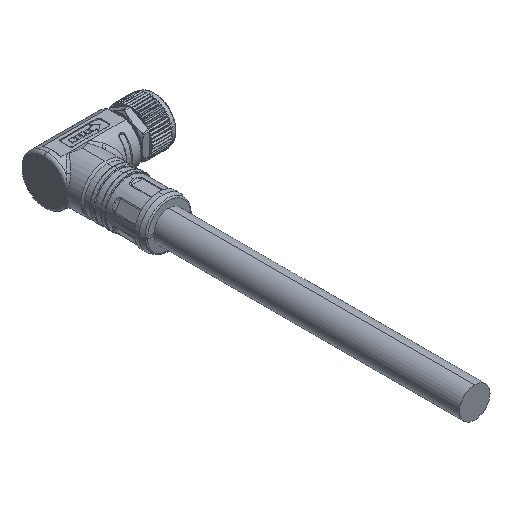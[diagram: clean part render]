
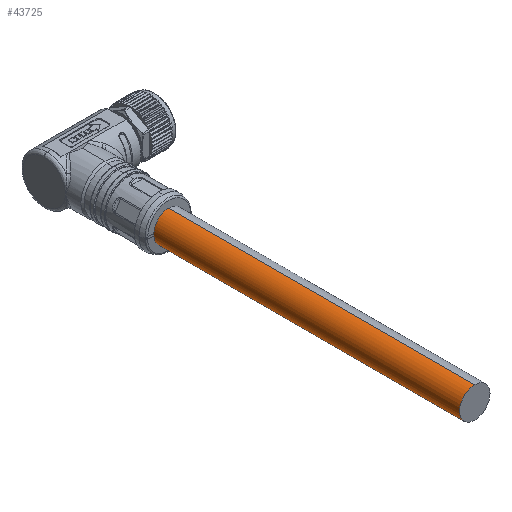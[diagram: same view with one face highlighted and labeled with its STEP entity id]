
A CAD part, isometric view. The second image highlights one B-rep face of the part: STEP entity #43725.
In plain terms, the highlighted cylindrical face has radius 5 mm (diameter 10 mm), a partial arc.
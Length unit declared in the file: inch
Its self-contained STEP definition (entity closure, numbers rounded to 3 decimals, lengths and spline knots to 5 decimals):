
#1633 = EDGE_CURVE ( 'NONE', #38960, #3317, #37610, .T. ) ;
#2798 = DIRECTION ( 'NONE',  ( 0., 0., -1. ) ) ;
#2896 = ORIENTED_EDGE ( 'NONE', *, *, #4345, .T. ) ;
#3317 = VERTEX_POINT ( 'NONE', #19771 ) ;
#3687 = EDGE_CURVE ( 'NONE', #11162, #16076, #44849, .T. ) ;
#4024 = ORIENTED_EDGE ( 'NONE', *, *, #3687, .T. ) ;
#4280 = EDGE_CURVE ( 'NONE', #11162, #16781, #6272, .T. ) ;
#4345 = EDGE_CURVE ( 'NONE', #45696, #3317, #12691, .T. ) ;
#5300 = CARTESIAN_POINT ( 'NONE',  ( 0.63407, -1.29493, 0.1225 ) ) ;
#5503 = CARTESIAN_POINT ( 'NONE',  ( 0.62598, -1.29897, -0.00458 ) ) ;
#6206 = CARTESIAN_POINT ( 'NONE',  ( 0.62598, -1.29897, 0. ) ) ;
#6272 = B_SPLINE_CURVE_WITH_KNOTS ( 'NONE', 3,
 ( #27416, #31250, #5503, #6206 ),
 .UNSPECIFIED., .F., .F.,
 ( 4, 4 ),
 ( 0., 1. ),
 .UNSPECIFIED. ) ;
#6413 = CARTESIAN_POINT ( 'NONE',  ( 0.82283, -0.86614, 0. ) ) ;
#8911 = CARTESIAN_POINT ( 'NONE',  ( 0.71381, -1.29234, 0.19685 ) ) ;
#9544 = EDGE_LOOP ( 'NONE', ( #22324, #23820, #35529, #38474, #4024, #35927, #2896 ) ) ;
#10295 = CARTESIAN_POINT ( 'NONE',  ( 0.82283, -5.23622, 0. ) ) ;
#11162 = VERTEX_POINT ( 'NONE', #37798 ) ;
#12017 = CARTESIAN_POINT ( 'NONE',  ( 0.62646, -1.29873, 0.01374 ) ) ;
#12691 = CIRCLE ( 'NONE', #29580, 0.19685 ) ;
#13077 = B_SPLINE_CURVE_WITH_KNOTS ( 'NONE', 3,
 ( #12017, #15868, #41358, #37023 ),
 .UNSPECIFIED., .F., .F.,
 ( 4, 4 ),
 ( 0., 1. ),
 .UNSPECIFIED. ) ;
#13995 = CARTESIAN_POINT ( 'NONE',  ( 0.82283, -1.29234, 0.19685 ) ) ;
#14383 = DIRECTION ( 'NONE',  ( 0., 1., 0. ) ) ;
#15868 = CARTESIAN_POINT ( 'NONE',  ( 0.62614, -1.29889, 0.00916 ) ) ;
#16076 = VERTEX_POINT ( 'NONE', #31805 ) ;
#16781 = VERTEX_POINT ( 'NONE', #40959 ) ;
#16928 = EDGE_CURVE ( 'NONE', #16076, #45696, #33762, .T. ) ;
#17503 = CARTESIAN_POINT ( 'NONE',  ( 0.62646, -1.29873, 0.01374 ) ) ;
#19771 = CARTESIAN_POINT ( 'NONE',  ( 0.82283, -5.23622, 0.19685 ) ) ;
#20155 = CARTESIAN_POINT ( 'NONE',  ( 0.62646, -1.29873, 0.01374 ) ) ;
#22324 = ORIENTED_EDGE ( 'NONE', *, *, #1633, .F. ) ;
#22710 = DIRECTION ( 'NONE',  ( 0., -1., 0. ) ) ;
#23420 = CARTESIAN_POINT ( 'NONE',  ( 0.82283, -0.86614, 0.19685 ) ) ;
#23820 = ORIENTED_EDGE ( 'NONE', *, *, #36946, .T. ) ;
#26803 = CARTESIAN_POINT ( 'NONE',  ( 0.82283, -0.86614, -0.19685 ) ) ;
#27416 = CARTESIAN_POINT ( 'NONE',  ( 0.62646, -1.29873, -0.01374 ) ) ;
#27446 = CARTESIAN_POINT ( 'NONE',  ( 0.82283, -1.29234, 0.19685 ) ) ;
#27724 = VERTEX_POINT ( 'NONE', #20155 ) ;
#29323 = VECTOR ( 'NONE', #37831, 39.37008 ) ;
#29580 = AXIS2_PLACEMENT_3D ( 'NONE', #10295, #14383, #46849 ) ;
#31181 = CARTESIAN_POINT ( 'NONE',  ( 0.62646, -1.29873, -0.01374 ) ) ;
#31250 = CARTESIAN_POINT ( 'NONE',  ( 0.62614, -1.29889, -0.00917 ) ) ;
#31362 = VECTOR ( 'NONE', #22710, 39.37008 ) ;
#31423 = CARTESIAN_POINT ( 'NONE',  ( 0.63407, -1.29493, -0.1225 ) ) ;
#31463 = CYLINDRICAL_SURFACE ( 'NONE', #36500, 0.19685 ) ;
#31805 = CARTESIAN_POINT ( 'NONE',  ( 0.82283, -1.29234, -0.19685 ) ) ;
#33314 =( BOUNDED_CURVE ( )  B_SPLINE_CURVE ( 3, ( #27446, #8911, #5300, #17503 ),
 .UNSPECIFIED., .F., .F. ) 
 B_SPLINE_CURVE_WITH_KNOTS ( ( 4, 4 ),
 ( 3.14159, 4.64253 ),
 .UNSPECIFIED. ) 
 CURVE ( )  GEOMETRIC_REPRESENTATION_ITEM ( )  RATIONAL_B_SPLINE_CURVE ( ( 1., 0.821, 0.821, 1. ) ) 
 REPRESENTATION_ITEM ( '' )  );
#33762 = LINE ( 'NONE', #26803, #29323 ) ;
#35146 = CARTESIAN_POINT ( 'NONE',  ( 0.82283, -5.23622, -0.19685 ) ) ;
#35529 = ORIENTED_EDGE ( 'NONE', *, *, #45988, .T. ) ;
#35927 = ORIENTED_EDGE ( 'NONE', *, *, #16928, .T. ) ;
#36500 = AXIS2_PLACEMENT_3D ( 'NONE', #6413, #46119, #2798 ) ;
#36946 = EDGE_CURVE ( 'NONE', #38960, #27724, #33314, .T. ) ;
#37023 = CARTESIAN_POINT ( 'NONE',  ( 0.62598, -1.29897, 0. ) ) ;
#37610 = LINE ( 'NONE', #23420, #31362 ) ;
#37798 = CARTESIAN_POINT ( 'NONE',  ( 0.62646, -1.29873, -0.01374 ) ) ;
#37831 = DIRECTION ( 'NONE',  ( 0., -1., 0. ) ) ;
#38381 = CARTESIAN_POINT ( 'NONE',  ( 0.71381, -1.29234, -0.19685 ) ) ;
#38474 = ORIENTED_EDGE ( 'NONE', *, *, #4280, .F. ) ;
#38960 = VERTEX_POINT ( 'NONE', #13995 ) ;
#40959 = CARTESIAN_POINT ( 'NONE',  ( 0.62598, -1.29897, 0. ) ) ;
#41358 = CARTESIAN_POINT ( 'NONE',  ( 0.62598, -1.29897, 0.00458 ) ) ;
#43725 = ADVANCED_FACE ( 'NONE', ( #46347 ), #31463, .T. ) ;
#44849 =( BOUNDED_CURVE ( )  B_SPLINE_CURVE ( 3, ( #31181, #31423, #38381, #46078 ),
 .UNSPECIFIED., .F., .F. ) 
 B_SPLINE_CURVE_WITH_KNOTS ( ( 4, 4 ),
 ( 1.64065, 3.14159 ),
 .UNSPECIFIED. ) 
 CURVE ( )  GEOMETRIC_REPRESENTATION_ITEM ( )  RATIONAL_B_SPLINE_CURVE ( ( 1., 0.821, 0.821, 1. ) ) 
 REPRESENTATION_ITEM ( '' )  );
#45696 = VERTEX_POINT ( 'NONE', #35146 ) ;
#45988 = EDGE_CURVE ( 'NONE', #27724, #16781, #13077, .T. ) ;
#46078 = CARTESIAN_POINT ( 'NONE',  ( 0.82283, -1.29234, -0.19685 ) ) ;
#46119 = DIRECTION ( 'NONE',  ( 0., -1., 0. ) ) ;
#46347 = FACE_OUTER_BOUND ( 'NONE', #9544, .T. ) ;
#46849 = DIRECTION ( 'NONE',  ( 0., 0., -1. ) ) ;
